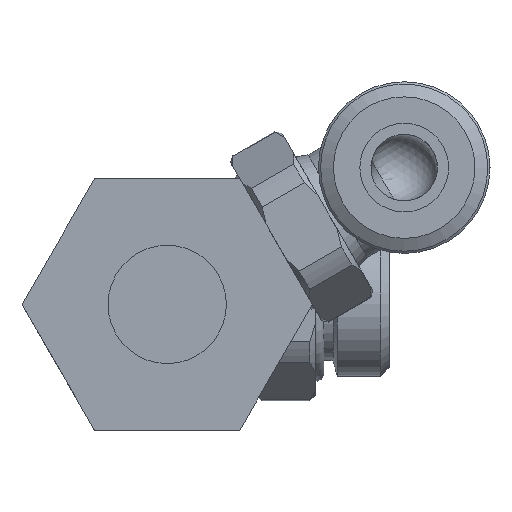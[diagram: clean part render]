
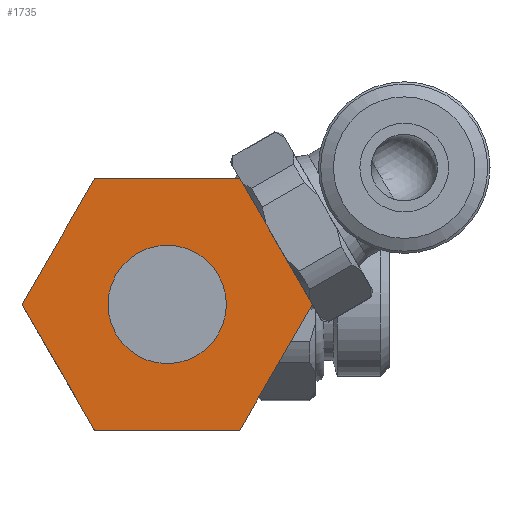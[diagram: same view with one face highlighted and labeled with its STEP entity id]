
A CAD part, left-side view. The second image highlights one B-rep face of the part: STEP entity #1735.
In plain terms, the highlighted planar face has unit normal (-1, 0, 0).
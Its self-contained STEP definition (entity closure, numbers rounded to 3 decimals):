
#1735 = ADVANCED_FACE( '', ( #2367, #2368 ), #2369, .F. );
#2367 = FACE_BOUND( '', #2458, .T. );
#2368 = FACE_OUTER_BOUND( '', #2459, .T. );
#2369 = PLANE( '', #2460 );
#2428 = EDGE_CURVE( '', #2523, #2523, #2524, .T. );
#2458 = EDGE_LOOP( '', ( #2561 ) );
#2459 = EDGE_LOOP( '', ( #2562, #2563, #2564, #2565, #2566, #2567 ) );
#2460 = AXIS2_PLACEMENT_3D( '', #2568, #2569, #2570 );
#2523 = VERTEX_POINT( '', #2736 );
#2524 = CIRCLE( '', #2737, 4. );
#2561 = ORIENTED_EDGE( '', *, *, #2428, .T. );
#2562 = ORIENTED_EDGE( '', *, *, #2768, .T. );
#2563 = ORIENTED_EDGE( '', *, *, #2770, .T. );
#2564 = ORIENTED_EDGE( '', *, *, #2771, .T. );
#2565 = ORIENTED_EDGE( '', *, *, #2772, .T. );
#2566 = ORIENTED_EDGE( '', *, *, #2773, .T. );
#2567 = ORIENTED_EDGE( '', *, *, #2774, .T. );
#2568 = CARTESIAN_POINT( '', ( -31., -14.721, -8.498 ) );
#2569 = DIRECTION( '', ( 1., 0., 0. ) );
#2570 = DIRECTION( '', ( 0., 1., 0. ) );
#2736 = CARTESIAN_POINT( '', ( -31., 4., 0. ) );
#2737 = AXIS2_PLACEMENT_3D( '', #2794, #2795, #2796 );
#2768 = EDGE_CURVE( '', #2808, #2806, #2809, .T. );
#2770 = EDGE_CURVE( '', #2806, #2811, #2812, .T. );
#2771 = EDGE_CURVE( '', #2811, #2813, #2814, .T. );
#2772 = EDGE_CURVE( '', #2813, #2815, #2816, .T. );
#2773 = EDGE_CURVE( '', #2815, #2817, #2818, .T. );
#2774 = EDGE_CURVE( '', #2817, #2808, #2819, .T. );
#2794 = CARTESIAN_POINT( '', ( -31., 0., 0. ) );
#2795 = DIRECTION( '', ( 1., 0., 0. ) );
#2796 = DIRECTION( '', ( 0., 1., 0. ) );
#2806 = VERTEX_POINT( '', #2839 );
#2808 = VERTEX_POINT( '', #2842 );
#2809 = LINE( '', #2843, #2844 );
#2811 = VERTEX_POINT( '', #2847 );
#2812 = LINE( '', #2848, #2849 );
#2813 = VERTEX_POINT( '', #2850 );
#2814 = LINE( '', #2851, #2852 );
#2815 = VERTEX_POINT( '', #2853 );
#2816 = LINE( '', #2854, #2855 );
#2817 = VERTEX_POINT( '', #2856 );
#2818 = LINE( '', #2857, #2858 );
#2819 = LINE( '', #2859, #2860 );
#2839 = CARTESIAN_POINT( '', ( -31., -4.907, 8.5 ) );
#2842 = CARTESIAN_POINT( '', ( -31., -9.815, 0. ) );
#2843 = CARTESIAN_POINT( '', ( -31., -9.815, 0. ) );
#2844 = VECTOR( '', #2887, 1000. );
#2847 = CARTESIAN_POINT( '', ( -31., 4.907, 8.5 ) );
#2848 = CARTESIAN_POINT( '', ( -31., -4.907, 8.5 ) );
#2849 = VECTOR( '', #2889, 1000. );
#2850 = CARTESIAN_POINT( '', ( -31., 9.815, 0. ) );
#2851 = CARTESIAN_POINT( '', ( -31., 4.907, 8.5 ) );
#2852 = VECTOR( '', #2890, 1000. );
#2853 = CARTESIAN_POINT( '', ( -31., 4.907, -8.501 ) );
#2854 = CARTESIAN_POINT( '', ( -31., 9.815, 0. ) );
#2855 = VECTOR( '', #2891, 1000. );
#2856 = CARTESIAN_POINT( '', ( -31., -4.908, -8.499 ) );
#2857 = CARTESIAN_POINT( '', ( -31., 4.907, -8.501 ) );
#2858 = VECTOR( '', #2892, 1000. );
#2859 = CARTESIAN_POINT( '', ( -31., -4.908, -8.499 ) );
#2860 = VECTOR( '', #2893, 1000. );
#2887 = DIRECTION( '', ( 0., 0.5, 0.866 ) );
#2889 = DIRECTION( '', ( 0., 1., 0. ) );
#2890 = DIRECTION( '', ( 0., 0.5, -0.866 ) );
#2891 = DIRECTION( '', ( 0., -0.5, -0.866 ) );
#2892 = DIRECTION( '', ( 0., -1., 0. ) );
#2893 = DIRECTION( '', ( 0., -0.5, 0.866 ) );
